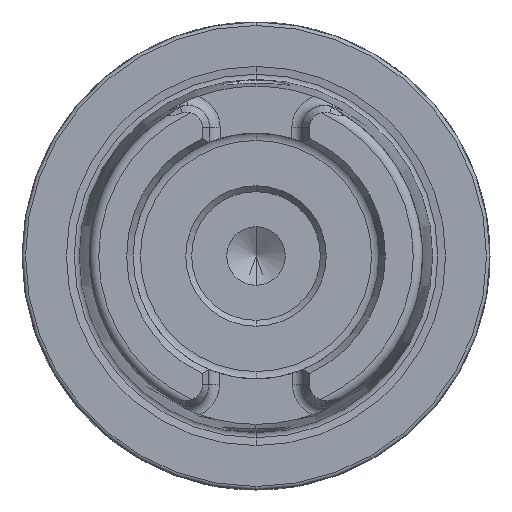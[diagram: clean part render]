
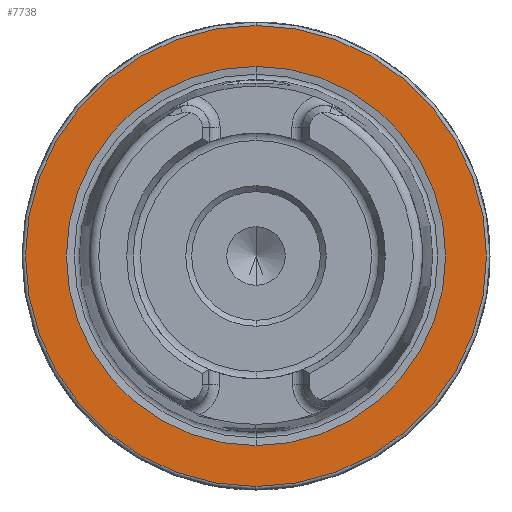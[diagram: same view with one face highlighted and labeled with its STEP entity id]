
A CAD part, left-side view. The second image highlights one B-rep face of the part: STEP entity #7738.
In plain terms, the highlighted planar face has unit normal (-1, 0, 0).
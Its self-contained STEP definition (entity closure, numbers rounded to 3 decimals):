
#109 = VERTEX_POINT ( 'NONE', #3593 ) ;
#856 = CARTESIAN_POINT ( 'NONE',  ( 0., 0., -16.207 ) ) ;
#962 = EDGE_CURVE ( 'NONE', #7112, #109, #9567, .T. ) ;
#1033 = AXIS2_PLACEMENT_3D ( 'NONE', #9548, #7348, #7399 ) ;
#1088 = CARTESIAN_POINT ( 'NONE',  ( 0., 0., 16.207 ) ) ;
#1260 = CIRCLE ( 'NONE', #1748, 16.207 ) ;
#1748 = AXIS2_PLACEMENT_3D ( 'NONE', #8116, #2774, #5032 ) ;
#1828 = AXIS2_PLACEMENT_3D ( 'NONE', #4652, #1832, #7099 ) ;
#1832 = DIRECTION ( 'NONE',  ( 1., 0., 0. ) ) ;
#2338 = FACE_OUTER_BOUND ( 'NONE', #5690, .T. ) ;
#2763 = DIRECTION ( 'NONE',  ( 0., 0., 1. ) ) ;
#2774 = DIRECTION ( 'NONE',  ( -1., 0., 0. ) ) ;
#3024 = CIRCLE ( 'NONE', #3801, 16.207 ) ;
#3593 = CARTESIAN_POINT ( 'NONE',  ( 0., 0., 19.7 ) ) ;
#3674 = DIRECTION ( 'NONE',  ( 0., 0., 1. ) ) ;
#3708 = ORIENTED_EDGE ( 'NONE', *, *, #3901, .T. ) ;
#3801 = AXIS2_PLACEMENT_3D ( 'NONE', #4380, #8253, #2763 ) ;
#3893 = ORIENTED_EDGE ( 'NONE', *, *, #962, .T. ) ;
#3901 = EDGE_CURVE ( 'NONE', #109, #7112, #9242, .T. ) ;
#3951 = CARTESIAN_POINT ( 'NONE',  ( 0., 0., -19.7 ) ) ;
#4380 = CARTESIAN_POINT ( 'NONE',  ( 0., 0., 0. ) ) ;
#4652 = CARTESIAN_POINT ( 'NONE',  ( 0., 19.7, 0. ) ) ;
#4761 = ORIENTED_EDGE ( 'NONE', *, *, #5876, .F. ) ;
#4812 = EDGE_CURVE ( 'NONE', #9310, #5026, #1260, .T. ) ;
#5026 = VERTEX_POINT ( 'NONE', #1088 ) ;
#5032 = DIRECTION ( 'NONE',  ( 0., 0., 1. ) ) ;
#5343 = PLANE ( 'NONE',  #1828 ) ;
#5690 = EDGE_LOOP ( 'NONE', ( #3708, #3893 ) ) ;
#5801 = ORIENTED_EDGE ( 'NONE', *, *, #4812, .F. ) ;
#5876 = EDGE_CURVE ( 'NONE', #5026, #9310, #3024, .T. ) ;
#7099 = DIRECTION ( 'NONE',  ( 0., 0., -1. ) ) ;
#7112 = VERTEX_POINT ( 'NONE', #3951 ) ;
#7348 = DIRECTION ( 'NONE',  ( -1., 0., 0. ) ) ;
#7350 = CARTESIAN_POINT ( 'NONE',  ( 0., 0., 0. ) ) ;
#7399 = DIRECTION ( 'NONE',  ( 0., 0., 1. ) ) ;
#7553 = EDGE_LOOP ( 'NONE', ( #4761, #5801 ) ) ;
#7738 = ADVANCED_FACE ( 'NONE', ( #9108, #2338 ), #5343, .F. ) ;
#8017 = AXIS2_PLACEMENT_3D ( 'NONE', #7350, #8908, #3674 ) ;
#8116 = CARTESIAN_POINT ( 'NONE',  ( 0., 0., 0. ) ) ;
#8253 = DIRECTION ( 'NONE',  ( -1., 0., 0. ) ) ;
#8908 = DIRECTION ( 'NONE',  ( -1., 0., 0. ) ) ;
#9108 = FACE_BOUND ( 'NONE', #7553, .T. ) ;
#9242 = CIRCLE ( 'NONE', #1033, 19.7 ) ;
#9310 = VERTEX_POINT ( 'NONE', #856 ) ;
#9548 = CARTESIAN_POINT ( 'NONE',  ( 0., 0., 0. ) ) ;
#9567 = CIRCLE ( 'NONE', #8017, 19.7 ) ;
